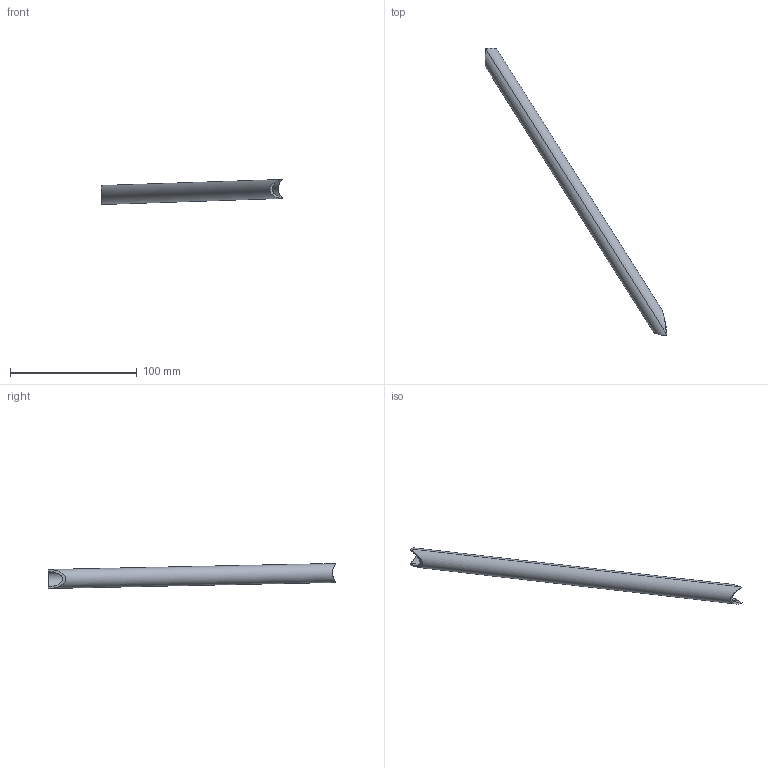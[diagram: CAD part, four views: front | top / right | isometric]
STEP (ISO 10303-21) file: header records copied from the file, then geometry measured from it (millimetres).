
FILE_DESCRIPTION(('STEP AP214'),'1');
FILE_NAME('114.stp','2018-02-08T14:27:19',(' '),(' '),'Spatial InterOp 3D',' ',' ');
FILE_SCHEMA(('automotive_design'));
Length unit declared in the file: metre
Products named in the file (1): Corps1
Bounding box: 143.67 x 227.07 x 19.77 mm (x, y, z)
Volume: 16285.8 mm3; surface area: 21921.2 mm2
Topology: 1 solids, 1 shells, 11 faces, 38 edges, 27 vertices
Faces by surface type: cylinder 8, plane 3
Entity records: 858 total; most frequent: CARTESIAN_POINT 419, ORIENTED_EDGE 76, DIRECTION 63, EDGE_CURVE 38, AXIS2_PLACEMENT_3D 27, VERTEX_POINT 27, B_SPLINE_CURVE_WITH_KNOTS 14, STYLED_ITEM 12
